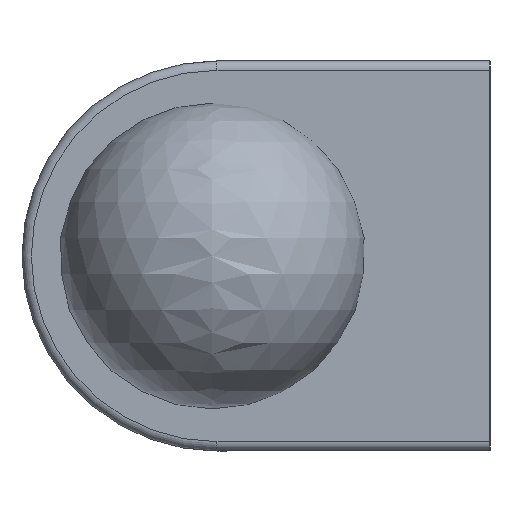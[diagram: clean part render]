
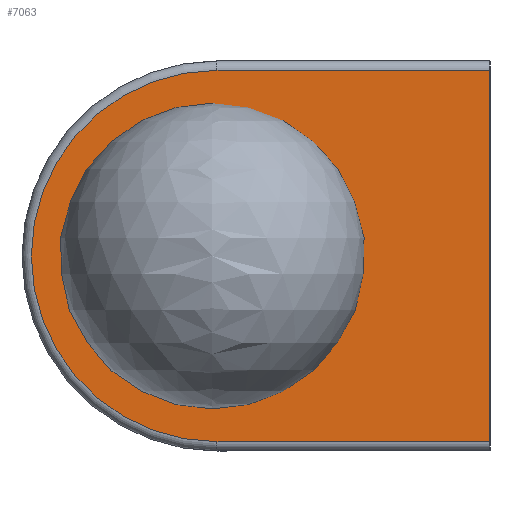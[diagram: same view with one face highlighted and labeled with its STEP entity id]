
A CAD part, left-side view. The second image highlights one B-rep face of the part: STEP entity #7063.
In plain terms, the highlighted planar face has unit normal (-1, 0, 0).
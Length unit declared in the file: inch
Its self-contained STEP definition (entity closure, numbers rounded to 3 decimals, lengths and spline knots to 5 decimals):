
#76=CIRCLE('',#7317,0.595);
#77=CIRCLE('',#7318,0.445);
#126=FACE_BOUND('',#1456,.T.);
#1045=FACE_OUTER_BOUND('',#1455,.T.);
#1455=EDGE_LOOP('',(#6435,#6436,#6437,#6438));
#1456=EDGE_LOOP('',(#6439));
#2078=LINE('',#13423,#2694);
#2083=LINE('',#13457,#2699);
#2084=LINE('',#13461,#2700);
#2694=VECTOR('',#8373,0.3937);
#2699=VECTOR('',#8382,0.3937);
#2700=VECTOR('',#8387,0.3937);
#3369=VERTEX_POINT('',#13393);
#3376=VERTEX_POINT('',#13419);
#3381=VERTEX_POINT('',#13456);
#3382=VERTEX_POINT('',#13460);
#3383=VERTEX_POINT('',#13463);
#4396=EDGE_CURVE('',#3369,#3376,#2078,.T.);
#4402=EDGE_CURVE('',#3376,#3381,#2083,.T.);
#4404=EDGE_CURVE('',#3382,#3369,#2084,.T.);
#4405=EDGE_CURVE('',#3381,#3382,#76,.T.);
#4406=EDGE_CURVE('',#3383,#3383,#77,.T.);
#6435=ORIENTED_EDGE('',*,*,#4396,.F.);
#6436=ORIENTED_EDGE('',*,*,#4404,.F.);
#6437=ORIENTED_EDGE('',*,*,#4405,.F.);
#6438=ORIENTED_EDGE('',*,*,#4402,.F.);
#6439=ORIENTED_EDGE('',*,*,#4406,.F.);
#6680=PLANE('',#7316);
#7063=ADVANCED_FACE('',(#1045,#126),#6680,.T.);
#7316=AXIS2_PLACEMENT_3D('',#13459,#8385,#8386);
#7317=AXIS2_PLACEMENT_3D('',#13462,#8388,#8389);
#7318=AXIS2_PLACEMENT_3D('',#13464,#8390,#8391);
#8373=DIRECTION('',(0.,0.,-1.));
#8382=DIRECTION('',(0.,1.,0.));
#8385=DIRECTION('center_axis',(-1.,0.,0.));
#8386=DIRECTION('ref_axis',(0.,0.,1.));
#8387=DIRECTION('',(0.,-1.,0.));
#8388=DIRECTION('center_axis',(1.,0.,0.));
#8389=DIRECTION('ref_axis',(0.,1.,0.));
#8390=DIRECTION('center_axis',(-1.,0.,0.));
#8391=DIRECTION('ref_axis',(0.,1.,0.));
#13393=CARTESIAN_POINT('',(0.,-0.147,0.595));
#13419=CARTESIAN_POINT('',(0.,-0.147,-0.595));
#13423=CARTESIAN_POINT('',(0.,-0.147,-0.3125));
#13456=CARTESIAN_POINT('',(0.,0.725,-0.595));
#13457=CARTESIAN_POINT('',(0.,0.,-0.595));
#13459=CARTESIAN_POINT('Origin',(0.,0.,-0.625));
#13460=CARTESIAN_POINT('',(0.,0.725,0.595));
#13461=CARTESIAN_POINT('',(0.,0.,0.595));
#13462=CARTESIAN_POINT('Origin',(0.,0.725,
0.));
#13463=CARTESIAN_POINT('',(0.,0.74,0.445));
#13464=CARTESIAN_POINT('Origin',(0.,0.74,
0.));
